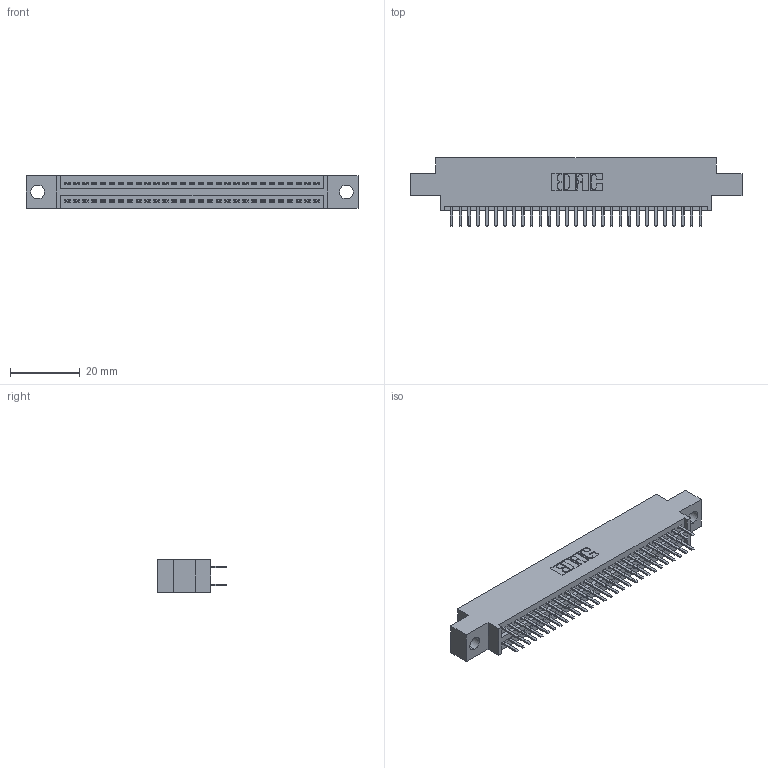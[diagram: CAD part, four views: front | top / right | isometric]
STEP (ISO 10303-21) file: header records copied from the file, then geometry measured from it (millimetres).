
FILE_DESCRIPTION (( 'STEP AP203' ), '1' );
FILE_NAME ('395-058-520-804.STEP', '2021-06-17T01:27:37', ( '' ), ( '' ), 'SwSTEP 2.0', 'SolidWorks 2020', '' );
FILE_SCHEMA (( 'CONFIG_CONTROL_DESIGN' ));
Length unit declared in the file: inch
Products named in the file (3): 345 Part_0.170 Offset - 0.156 Dia-TI; 395-058-520-804; 345-292-001_345-293-120
Assembly tree (59 placements, depth 2):
  395-058-520-804
    345 Part_0.170 Offset - 0.156 Dia-TI
    345-292-001_345-293-120  x58
Bounding box: 94.87 x 19.68 x 9.4 mm (x, y, z)
Volume: 8850.2 mm3; surface area: 12771.1 mm2
Topology: 59 solids, 59 shells, 3276 faces, 9495 edges, 6174 vertices
Faces by surface type: plane 2128, cylinder 1148
Entity records: 25169 total; most frequent: CARTESIAN_POINT 4250, ORIENTED_EDGE 4170, DIRECTION 3749, EDGE_CURVE 2085, VECTOR 1833, LINE 1833, VERTEX_POINT 1386, AXIS2_PLACEMENT_3D 958
